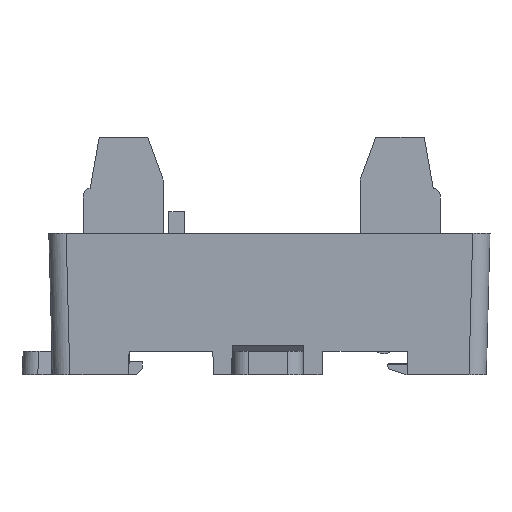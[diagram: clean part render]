
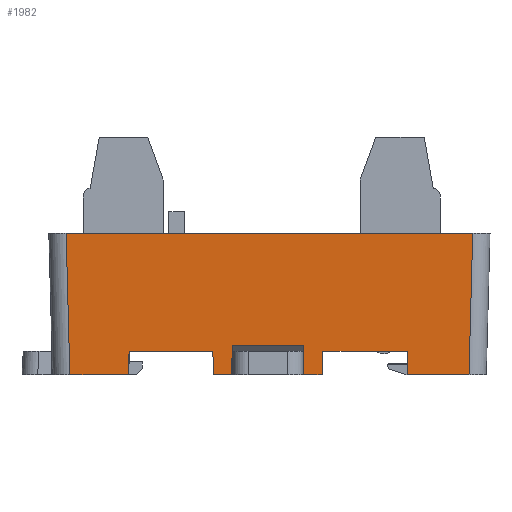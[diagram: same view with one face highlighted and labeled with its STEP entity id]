
A CAD part, left-side view. The second image highlights one B-rep face of the part: STEP entity #1982.
In plain terms, the highlighted planar face has unit normal (-1, 0, -0.026).
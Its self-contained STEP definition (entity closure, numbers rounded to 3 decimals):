
#1395=FACE_OUTER_BOUND('',#3370,.T.);
#1982=ADVANCED_FACE('',(#1395),#2576,.T.);
#2576=PLANE('',#12445);
#3370=EDGE_LOOP('',(#4804,#4805,#4806,#4807,#4808,#4809,#4810,#4811,#4812,
#4813,#4814,#4815,#4816,#4817,#4818,#4819));
#4804=ORIENTED_EDGE('',*,*,#8348,.T.);
#4805=ORIENTED_EDGE('',*,*,#8592,.F.);
#4806=ORIENTED_EDGE('',*,*,#8593,.T.);
#4807=ORIENTED_EDGE('',*,*,#8594,.F.);
#4808=ORIENTED_EDGE('',*,*,#8595,.T.);
#4809=ORIENTED_EDGE('',*,*,#8596,.F.);
#4810=ORIENTED_EDGE('',*,*,#8597,.T.);
#4811=ORIENTED_EDGE('',*,*,#8598,.T.);
#4812=ORIENTED_EDGE('',*,*,#8334,.T.);
#4813=ORIENTED_EDGE('',*,*,#8587,.T.);
#4814=ORIENTED_EDGE('',*,*,#8520,.T.);
#4815=ORIENTED_EDGE('',*,*,#8590,.T.);
#4816=ORIENTED_EDGE('',*,*,#8455,.F.);
#4817=ORIENTED_EDGE('',*,*,#8591,.T.);
#4818=ORIENTED_EDGE('',*,*,#8516,.T.);
#4819=ORIENTED_EDGE('',*,*,#8533,.F.);
#7268=VERTEX_POINT('',#16814);
#7269=VERTEX_POINT('',#16816);
#7282=VERTEX_POINT('',#16842);
#7283=VERTEX_POINT('',#16844);
#7369=VERTEX_POINT('',#17058);
#7370=VERTEX_POINT('',#17060);
#7403=VERTEX_POINT('',#17175);
#7404=VERTEX_POINT('',#17177);
#7407=VERTEX_POINT('',#17184);
#7408=VERTEX_POINT('',#17186);
#7445=VERTEX_POINT('',#17330);
#7446=VERTEX_POINT('',#17332);
#7447=VERTEX_POINT('',#17334);
#7448=VERTEX_POINT('',#17336);
#7449=VERTEX_POINT('',#17338);
#7450=VERTEX_POINT('',#17340);
#8334=EDGE_CURVE('',#7269,#7268,#9843,.T.);
#8348=EDGE_CURVE('',#7283,#7282,#9855,.T.);
#8455=EDGE_CURVE('',#7369,#7370,#9958,.T.);
#8516=EDGE_CURVE('',#7404,#7403,#10014,.T.);
#8520=EDGE_CURVE('',#7408,#7407,#10016,.T.);
#8533=EDGE_CURVE('',#7283,#7403,#10028,.T.);
#8587=EDGE_CURVE('',#7268,#7408,#10082,.T.);
#8590=EDGE_CURVE('',#7407,#7370,#10085,.T.);
#8591=EDGE_CURVE('',#7369,#7404,#10086,.T.);
#8592=EDGE_CURVE('',#7445,#7282,#10087,.T.);
#8593=EDGE_CURVE('',#7445,#7446,#10088,.T.);
#8594=EDGE_CURVE('',#7447,#7446,#10089,.T.);
#8595=EDGE_CURVE('',#7447,#7448,#10090,.T.);
#8596=EDGE_CURVE('',#7449,#7448,#10091,.T.);
#8597=EDGE_CURVE('',#7449,#7450,#10092,.T.);
#8598=EDGE_CURVE('',#7450,#7269,#10093,.T.);
#9843=LINE('',#16815,#11180);
#9855=LINE('',#16843,#11192);
#9958=LINE('',#17059,#11295);
#10014=LINE('',#17176,#11351);
#10016=LINE('',#17185,#11353);
#10028=LINE('',#17210,#11365);
#10082=LINE('',#17318,#11419);
#10085=LINE('',#17323,#11422);
#10086=LINE('',#17327,#11423);
#10087=LINE('',#17329,#11424);
#10088=LINE('',#17331,#11425);
#10089=LINE('',#17333,#11426);
#10090=LINE('',#17335,#11427);
#10091=LINE('',#17337,#11428);
#10092=LINE('',#17339,#11429);
#10093=LINE('',#17341,#11430);
#11180=VECTOR('',#13489,1.);
#11192=VECTOR('',#13505,1.);
#11295=VECTOR('',#13660,1.);
#11351=VECTOR('',#13770,1.);
#11353=VECTOR('',#13778,1.);
#11365=VECTOR('',#13798,1.);
#11419=VECTOR('',#13904,1.);
#11422=VECTOR('',#13911,1.);
#11423=VECTOR('',#13918,1.);
#11424=VECTOR('',#13921,1.);
#11425=VECTOR('',#13922,1.);
#11426=VECTOR('',#13923,1.);
#11427=VECTOR('',#13924,1.);
#11428=VECTOR('',#13925,1.);
#11429=VECTOR('',#13926,1.);
#11430=VECTOR('',#13927,1.);
#12445=AXIS2_PLACEMENT_3D('',#17342,#13928,#13929);
#13489=DIRECTION('',(0.,-1.,0.));
#13505=DIRECTION('',(0.,-1.,0.));
#13660=DIRECTION('',(0.,-1.,0.));
#13770=DIRECTION('',(0.,-1.,0.));
#13778=DIRECTION('',(0.,-1.,0.));
#13798=DIRECTION('',(0.026,0.017,-1.));
#13904=DIRECTION('',(0.026,-0.017,-1.));
#13911=DIRECTION('',(-0.026,-0.026,0.999));
#13918=DIRECTION('',(0.026,-0.026,-0.999));
#13921=DIRECTION('',(-0.026,0.035,0.999));
#13922=DIRECTION('',(0.,-1.,0.));
#13923=DIRECTION('',(0.026,0.009,-1.));
#13924=DIRECTION('',(0.,-1.,0.));
#13925=DIRECTION('',(-0.026,0.009,1.));
#13926=DIRECTION('',(0.,-1.,0.));
#13927=DIRECTION('',(-0.026,-0.035,0.999));
#13928=DIRECTION('',(-1.,0.,-0.026));
#13929=DIRECTION('',(-0.026,0.,1.));
#16814=CARTESIAN_POINT('',(-23.557,152.296,-13.25));
#16815=CARTESIAN_POINT('',(-23.557,170.046,-13.25));
#16816=CARTESIAN_POINT('',(-23.557,163.046,-13.25));
#16842=CARTESIAN_POINT('',(-23.557,177.046,-13.25));
#16843=CARTESIAN_POINT('',(-23.557,170.046,-13.25));
#16844=CARTESIAN_POINT('',(-23.557,187.696,-13.25));
#17058=CARTESIAN_POINT('',(-23.95,195.697,1.75));
#17059=CARTESIAN_POINT('',(-23.95,169.546,1.75));
#17060=CARTESIAN_POINT('',(-23.95,143.995,1.75));
#17175=CARTESIAN_POINT('',(-23.479,187.748,-16.25));
#17176=CARTESIAN_POINT('',(-23.479,170.046,-16.25));
#17177=CARTESIAN_POINT('',(-23.479,195.225,-16.25));
#17184=CARTESIAN_POINT('',(-23.479,144.466,-16.25));
#17185=CARTESIAN_POINT('',(-23.479,169.546,-16.25));
#17186=CARTESIAN_POINT('',(-23.479,152.243,-16.25));
#17210=CARTESIAN_POINT('',(-23.526,187.717,-14.454));
#17318=CARTESIAN_POINT('',(-23.958,152.563,2.044));
#17323=CARTESIAN_POINT('',(-23.933,144.012,1.09));
#17327=CARTESIAN_POINT('',(-23.933,195.679,1.09));
#17329=CARTESIAN_POINT('',(-23.526,177.004,-14.452));
#17330=CARTESIAN_POINT('',(-23.479,176.941,-16.25));
#17331=CARTESIAN_POINT('',(-23.479,170.046,-16.25));
#17332=CARTESIAN_POINT('',(-23.479,174.622,-16.25));
#17333=CARTESIAN_POINT('',(-23.951,174.465,1.79));
#17334=CARTESIAN_POINT('',(-23.576,174.589,-12.524));
#17335=CARTESIAN_POINT('',(-23.576,-39.399,-12.524));
#17336=CARTESIAN_POINT('',(-23.576,165.502,-12.524));
#17337=CARTESIAN_POINT('',(-23.951,165.627,1.782));
#17338=CARTESIAN_POINT('',(-23.479,165.47,-16.25));
#17339=CARTESIAN_POINT('',(-23.479,170.046,-16.25));
#17340=CARTESIAN_POINT('',(-23.479,163.151,-16.25));
#17341=CARTESIAN_POINT('',(-23.944,162.531,1.503));
#17342=CARTESIAN_POINT('',(-23.95,169.546,1.747));
